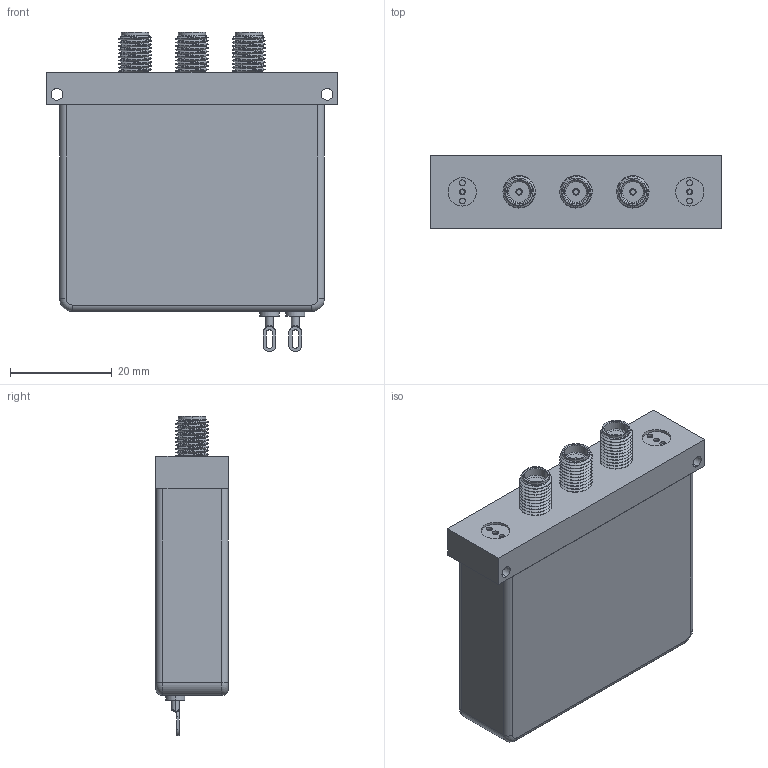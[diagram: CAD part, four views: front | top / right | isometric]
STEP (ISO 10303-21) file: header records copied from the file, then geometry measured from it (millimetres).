
FILE_DESCRIPTION (( 'STEP AP214' ), '1' );
FILE_NAME ('PE71S6467.step', '2021-02-25T20:40:19', ( '' ), ( '' ), 'SwSTEP 2.0', 'SolidWorks 2018', '' );
FILE_SCHEMA (( 'AUTOMOTIVE_DESIGN' ));
Length unit declared in the file: inch
Products named in the file (1): PE71S6467
Bounding box: 57.15 x 14.28 x 62.74 mm (x, y, z)
Volume: 35597.3 mm3; surface area: 8905.2 mm2
Topology: 1 solids, 1 shells, 600 faces, 1583 edges, 1040 vertices
Faces by surface type: plane 306, cylinder 146, bspline 117, cone 27, torus 4
Entity records: 26332 total; most frequent: CARTESIAN_POINT 12509, ORIENTED_EDGE 3158, DIRECTION 2361, EDGE_CURVE 1579, VERTEX_POINT 1040, LINE 989, VECTOR 989, AXIS2_PLACEMENT_3D 686
